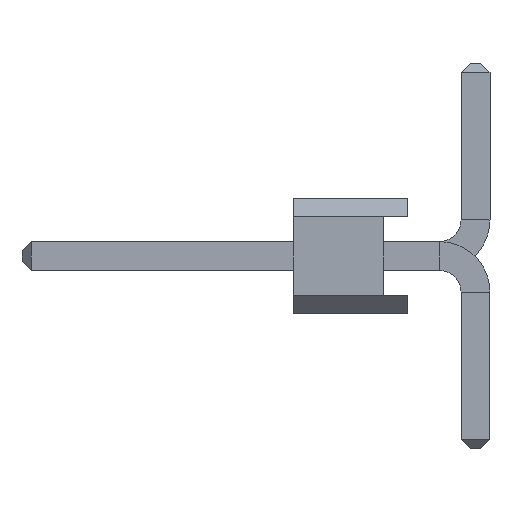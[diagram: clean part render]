
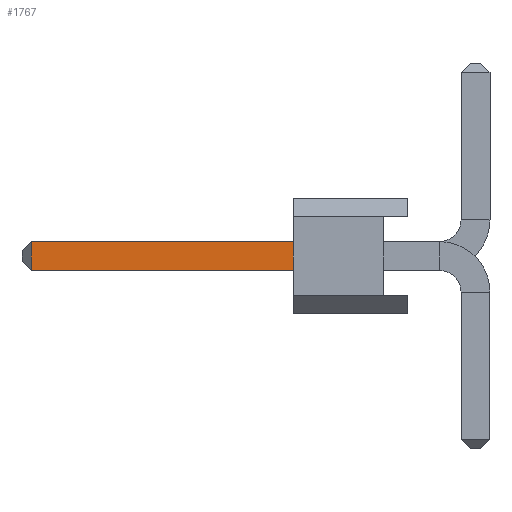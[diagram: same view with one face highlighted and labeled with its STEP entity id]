
A CAD part, left-side view. The second image highlights one B-rep face of the part: STEP entity #1767.
In plain terms, the highlighted planar face has unit normal (-1, 0, 0).
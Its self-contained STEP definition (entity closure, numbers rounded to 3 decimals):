
#4 = FACE_OUTER_BOUND ( 'NONE', #1687, .T. ) ;
#11 = EDGE_CURVE ( 'NONE', #531, #922, #1463, .T. ) ;
#134 = CARTESIAN_POINT ( 'NONE',  ( -0.32, 2.54, 0. ) ) ;
#209 = LINE ( 'NONE', #134, #1329 ) ;
#257 = CARTESIAN_POINT ( 'NONE',  ( -0.32, 8.34, -0.32 ) ) ;
#288 = DIRECTION ( 'NONE',  ( 0., 0., -1. ) ) ;
#296 = VECTOR ( 'NONE', #288, 1000. ) ;
#304 = ORIENTED_EDGE ( 'NONE', *, *, #1026, .T. ) ;
#531 = VERTEX_POINT ( 'NONE', #1671 ) ;
#601 = CARTESIAN_POINT ( 'NONE',  ( -0.32, 2.54, 0.32 ) ) ;
#679 = DIRECTION ( 'NONE',  ( 0., 1., 0. ) ) ;
#722 = VERTEX_POINT ( 'NONE', #1559 ) ;
#745 = VERTEX_POINT ( 'NONE', #601 ) ;
#749 = EDGE_CURVE ( 'NONE', #722, #922, #1604, .T. ) ;
#854 = VECTOR ( 'NONE', #679, 1000. ) ;
#922 = VERTEX_POINT ( 'NONE', #257 ) ;
#1024 = DIRECTION ( 'NONE',  ( 0., 1., 0. ) ) ;
#1026 = EDGE_CURVE ( 'NONE', #745, #531, #1750, .T. ) ;
#1055 = DIRECTION ( 'NONE',  ( 0., 0., 1. ) ) ;
#1144 = EDGE_CURVE ( 'NONE', #745, #722, #209, .T. ) ;
#1156 = ORIENTED_EDGE ( 'NONE', *, *, #1144, .F. ) ;
#1197 = CARTESIAN_POINT ( 'NONE',  ( -0.32, -0.7, -0.32 ) ) ;
#1329 = VECTOR ( 'NONE', #1636, 1000. ) ;
#1342 = PLANE ( 'NONE',  #1524 ) ;
#1359 = CARTESIAN_POINT ( 'NONE',  ( -0.32, -0.7, 0.32 ) ) ;
#1420 = VECTOR ( 'NONE', #1024, 1000. ) ;
#1463 = LINE ( 'NONE', #1519, #296 ) ;
#1495 = ORIENTED_EDGE ( 'NONE', *, *, #11, .T. ) ;
#1519 = CARTESIAN_POINT ( 'NONE',  ( -0.32, 8.34, -0.32 ) ) ;
#1524 = AXIS2_PLACEMENT_3D ( 'NONE', #1197, #1758, #1055 ) ;
#1559 = CARTESIAN_POINT ( 'NONE',  ( -0.32, 2.54, -0.32 ) ) ;
#1604 = LINE ( 'NONE', #1740, #1420 ) ;
#1611 = ORIENTED_EDGE ( 'NONE', *, *, #749, .F. ) ;
#1636 = DIRECTION ( 'NONE',  ( 0., 0., -1. ) ) ;
#1671 = CARTESIAN_POINT ( 'NONE',  ( -0.32, 8.34, 0.32 ) ) ;
#1687 = EDGE_LOOP ( 'NONE', ( #304, #1495, #1611, #1156 ) ) ;
#1740 = CARTESIAN_POINT ( 'NONE',  ( -0.32, -0.7, -0.32 ) ) ;
#1750 = LINE ( 'NONE', #1359, #854 ) ;
#1758 = DIRECTION ( 'NONE',  ( -1., 0., 0. ) ) ;
#1767 = ADVANCED_FACE ( 'NONE', ( #4 ), #1342, .T. ) ;
